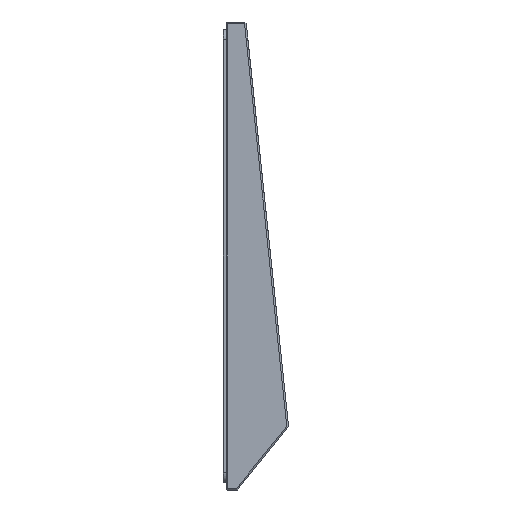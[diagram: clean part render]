
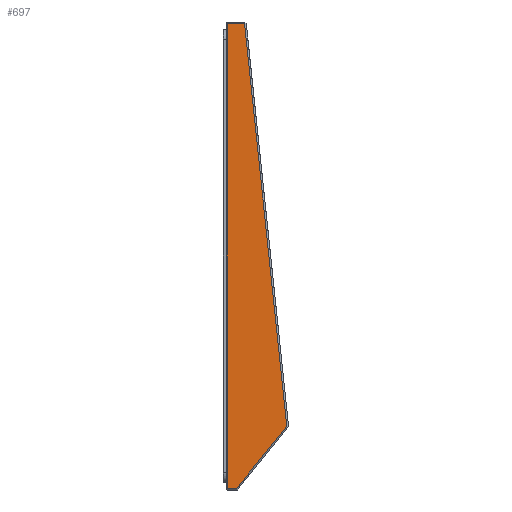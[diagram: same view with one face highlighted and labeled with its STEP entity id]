
A CAD part, left-side view. The second image highlights one B-rep face of the part: STEP entity #697.
In plain terms, the highlighted planar face has unit normal (-1, 0, 0).
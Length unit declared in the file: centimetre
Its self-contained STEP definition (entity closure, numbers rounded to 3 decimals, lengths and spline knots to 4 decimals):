
#125 = EDGE_CURVE ( 'NONE', #968, #817, #2977, .T. ) ;
#305 = LINE ( 'NONE', #2395, #6929 ) ;
#637 = CARTESIAN_POINT ( 'NONE',  ( 0., 1.85, -0.05 ) ) ;
#697 = ADVANCED_FACE ( 'NONE', ( #2653 ), #2026, .F. ) ;
#817 = VERTEX_POINT ( 'NONE', #5884 ) ;
#857 = CARTESIAN_POINT ( 'NONE',  ( 0., 1.2563, -0.0052 ) ) ;
#961 = CARTESIAN_POINT ( 'NONE',  ( 0., 1.85, 0. ) ) ;
#968 = VERTEX_POINT ( 'NONE', #4337 ) ;
#1278 = CARTESIAN_POINT ( 'NONE',  ( 0., 1.2516, -0.05 ) ) ;
#1426 = DIRECTION ( 'NONE',  ( 0., 0., -1. ) ) ;
#1574 = AXIS2_PLACEMENT_3D ( 'NONE', #961, #6963, #1426 ) ;
#1605 = CARTESIAN_POINT ( 'NONE',  ( 0., 0.0389, -11.4479 ) ) ;
#1744 = CARTESIAN_POINT ( 'NONE',  ( 0., 1.74, -13.22 ) ) ;
#1887 = LINE ( 'NONE', #2904, #3457 ) ;
#1916 = VECTOR ( 'NONE', #5778, 100. ) ;
#2026 = PLANE ( 'NONE',  #1574 ) ;
#2066 = EDGE_CURVE ( 'NONE', #817, #2302, #5703, .T. ) ;
#2302 = VERTEX_POINT ( 'NONE', #1278 ) ;
#2395 = CARTESIAN_POINT ( 'NONE',  ( 0., 1.85, -13.22 ) ) ;
#2653 = FACE_OUTER_BOUND ( 'NONE', #3807, .T. ) ;
#2904 = CARTESIAN_POINT ( 'NONE',  ( 0., 1.74, -13.22 ) ) ;
#2977 = LINE ( 'NONE', #1605, #4942 ) ;
#3037 = EDGE_CURVE ( 'NONE', #2302, #5714, #5907, .T. ) ;
#3146 = ORIENTED_EDGE ( 'NONE', *, *, #125, .T. ) ;
#3246 = VECTOR ( 'NONE', #4403, 100. ) ;
#3457 = VECTOR ( 'NONE', #6097, 100. ) ;
#3807 = EDGE_LOOP ( 'NONE', ( #5511, #6448, #5749, #3146, #5766 ) ) ;
#3997 = CARTESIAN_POINT ( 'NONE',  ( 0., 1.74, -0.05 ) ) ;
#4337 = CARTESIAN_POINT ( 'NONE',  ( 0., 1.4738, -13.22 ) ) ;
#4403 = DIRECTION ( 'NONE',  ( 0., 1., 0. ) ) ;
#4883 = VERTEX_POINT ( 'NONE', #1744 ) ;
#4942 = VECTOR ( 'NONE', #5918, 100. ) ;
#4979 = EDGE_CURVE ( 'NONE', #5714, #4883, #1887, .T. ) ;
#5186 = DIRECTION ( 'NONE',  ( 0., -1., 0. ) ) ;
#5511 = ORIENTED_EDGE ( 'NONE', *, *, #3037, .T. ) ;
#5703 = LINE ( 'NONE', #857, #1916 ) ;
#5708 = EDGE_CURVE ( 'NONE', #4883, #968, #305, .T. ) ;
#5714 = VERTEX_POINT ( 'NONE', #3997 ) ;
#5749 = ORIENTED_EDGE ( 'NONE', *, *, #5708, .T. ) ;
#5766 = ORIENTED_EDGE ( 'NONE', *, *, #2066, .T. ) ;
#5778 = DIRECTION ( 'NONE',  ( 0., 0.105, 0.995 ) ) ;
#5884 = CARTESIAN_POINT ( 'NONE',  ( 0., 0.0519, -11.464 ) ) ;
#5907 = LINE ( 'NONE', #637, #3246 ) ;
#5918 = DIRECTION ( 'NONE',  ( 0., -0.629, 0.777 ) ) ;
#6097 = DIRECTION ( 'NONE',  ( 0., 0., -1. ) ) ;
#6448 = ORIENTED_EDGE ( 'NONE', *, *, #4979, .T. ) ;
#6929 = VECTOR ( 'NONE', #5186, 100. ) ;
#6963 = DIRECTION ( 'NONE',  ( 1., 0., 0. ) ) ;
